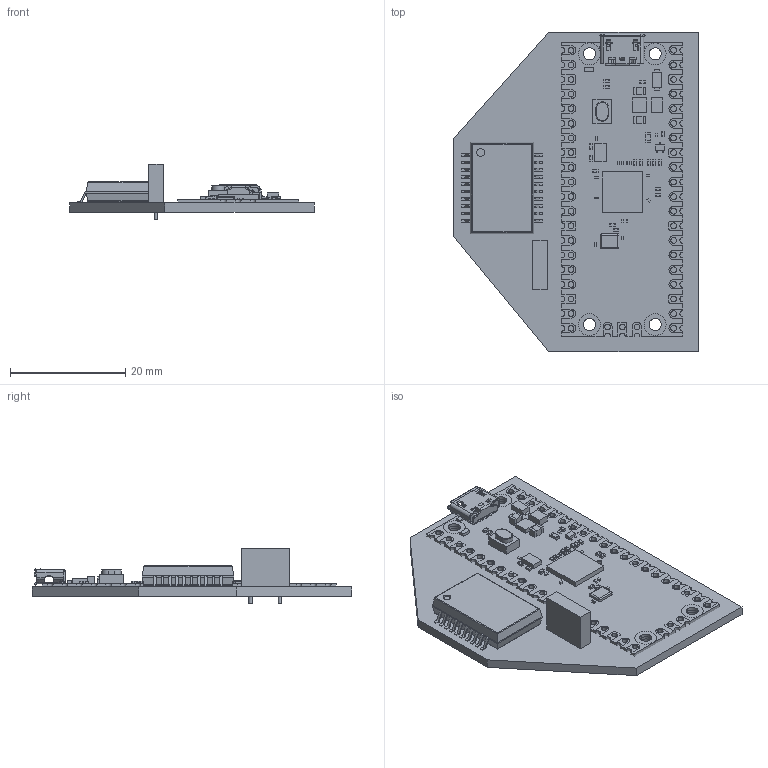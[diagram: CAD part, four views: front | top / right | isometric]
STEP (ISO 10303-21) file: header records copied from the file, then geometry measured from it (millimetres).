
FILE_DESCRIPTION(('KiCad electronic assembly'),'2;1');
FILE_NAME('First_test.step','2024-07-09T12:35:39',('Pcbnew'),('Kicad'), 'Open CASCADE STEP processor 7.8','KiCad to STEP converter','Unknown' );
FILE_SCHEMA(('AUTOMOTIVE_DESIGN { 1 0 10303 214 1 1 1 1 }'));
Length unit declared in the file: millimetre
Products named in the file (8): First_test 1; R_Box_L8.4mm_W2.5mm_P5.08mm; R_Box_L84mm_W25mm_P508mm; PICO; Raspberry Pi Pico-R3; L6201PS; ASSEMBLY; First_test_PCB
Assembly tree (7 placements, depth 3):
  First_test 1
    R_Box_L8.4mm_W2.5mm_P5.08mm
      R_Box_L84mm_W25mm_P508mm
    PICO
      Raspberry Pi Pico-R3
    L6201PS
      ASSEMBLY
    First_test_PCB
Bounding box: 42.5 x 55.5 x 9.7 mm (x, y, z)
Volume: 5132 mm3; surface area: 8342 mm2
Topology: 140 solids, 140 shells, 2651 faces, 6471 edges, 4062 vertices
Faces by surface type: plane 1475, cylinder 822, torus 252, bspline 78, sphere 24
Full cylindrical faces by diameter (mm): 0.6 x2, 0.8 x2, 1.375 x1, 2.1 x4
Entity records: 78442 total; most frequent: CARTESIAN_POINT 15292, DIRECTION 13259, ORIENTED_EDGE 12870, EDGE_CURVE 6435, AXIS2_PLACEMENT_3D 4449, LINE 4361, VECTOR 4361, VERTEX_POINT 4062
